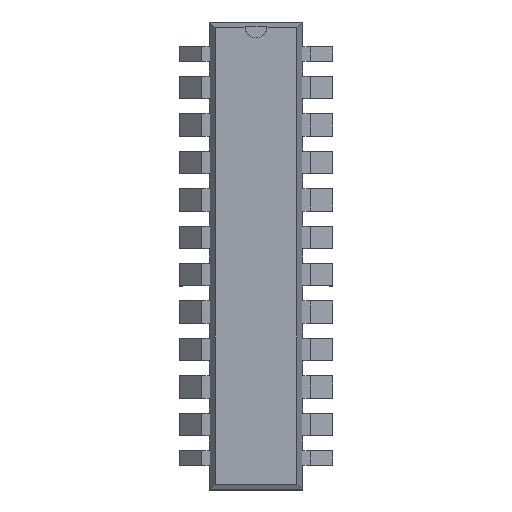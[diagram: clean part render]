
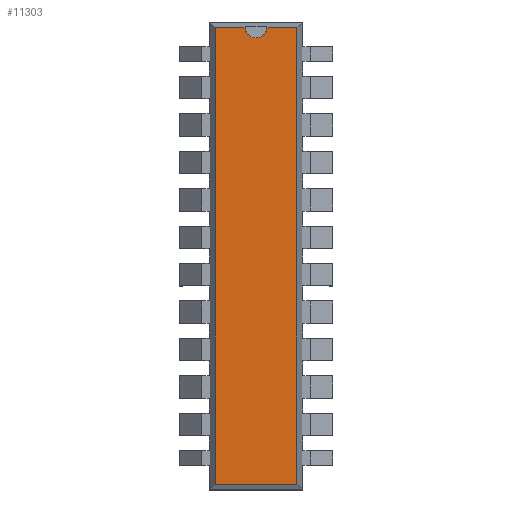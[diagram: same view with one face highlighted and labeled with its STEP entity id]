
A CAD part, top view. The second image highlights one B-rep face of the part: STEP entity #11303.
In plain terms, the highlighted planar face has unit normal (0, 0, 1).
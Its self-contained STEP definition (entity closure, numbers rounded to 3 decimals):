
#6135 = VERTEX_POINT('',#6136);
#6136 = CARTESIAN_POINT('',(7.856,1.506,3.68));
#6141 = EDGE_CURVE('',#6142,#6135,#6144,.T.);
#6142 = VERTEX_POINT('',#6143);
#6143 = CARTESIAN_POINT('',(7.856,-29.446,3.68));
#6144 = LINE('',#6145,#6146);
#6145 = CARTESIAN_POINT('',(7.856,-29.446,3.68));
#6146 = VECTOR('',#6147,1.);
#6147 = DIRECTION('',(0.,1.,0.));
#8501 = VERTEX_POINT('',#8502);
#8502 = CARTESIAN_POINT('',(2.304,1.506,3.68));
#8507 = EDGE_CURVE('',#8508,#8501,#8510,.T.);
#8508 = VERTEX_POINT('',#8509);
#8509 = CARTESIAN_POINT('',(4.334,1.506,3.68));
#8510 = LINE('',#8511,#8512);
#8511 = CARTESIAN_POINT('',(7.856,1.506,3.68));
#8512 = VECTOR('',#8513,1.);
#8513 = DIRECTION('',(-1.,0.,0.));
#8728 = VERTEX_POINT('',#8729);
#8729 = CARTESIAN_POINT('',(5.826,1.506,3.68));
#8833 = EDGE_CURVE('',#6135,#8728,#8834,.T.);
#8834 = LINE('',#8835,#8836);
#8835 = CARTESIAN_POINT('',(7.856,1.506,3.68));
#8836 = VECTOR('',#8837,1.);
#8837 = DIRECTION('',(-1.,0.,0.));
#8933 = VERTEX_POINT('',#8934);
#8934 = CARTESIAN_POINT('',(2.304,-29.446,3.68));
#8939 = EDGE_CURVE('',#8501,#8933,#8940,.T.);
#8940 = LINE('',#8941,#8942);
#8941 = CARTESIAN_POINT('',(2.304,1.506,3.68));
#8942 = VECTOR('',#8943,1.);
#8943 = DIRECTION('',(0.,-1.,0.));
#11292 = EDGE_CURVE('',#8933,#6142,#11293,.T.);
#11293 = LINE('',#11294,#11295);
#11294 = CARTESIAN_POINT('',(2.304,-29.446,3.68));
#11295 = VECTOR('',#11296,1.);
#11296 = DIRECTION('',(1.,0.,0.));
#11303 = ADVANCED_FACE('',(#11304),#11327,.F.);
#11304 = FACE_BOUND('',#11305,.F.);
#11305 = EDGE_LOOP('',(#11306,#11307,#11308,#11309,#11310,#11319,#11326)
);
#11306 = ORIENTED_EDGE('',*,*,#6141,.F.);
#11307 = ORIENTED_EDGE('',*,*,#11292,.F.);
#11308 = ORIENTED_EDGE('',*,*,#8939,.F.);
#11309 = ORIENTED_EDGE('',*,*,#8507,.F.);
#11310 = ORIENTED_EDGE('',*,*,#11311,.F.);
#11311 = EDGE_CURVE('',#11312,#8508,#11314,.T.);
#11312 = VERTEX_POINT('',#11313);
#11313 = CARTESIAN_POINT('',(5.08,0.831,3.68));
#11314 = CIRCLE('',#11315,0.75);
#11315 = AXIS2_PLACEMENT_3D('',#11316,#11317,#11318);
#11316 = CARTESIAN_POINT('',(5.08,1.581,3.68));
#11317 = DIRECTION('',(0.,0.,-1.));
#11318 = DIRECTION('',(0.,-1.,0.));
#11319 = ORIENTED_EDGE('',*,*,#11320,.F.);
#11320 = EDGE_CURVE('',#8728,#11312,#11321,.T.);
#11321 = CIRCLE('',#11322,0.75);
#11322 = AXIS2_PLACEMENT_3D('',#11323,#11324,#11325);
#11323 = CARTESIAN_POINT('',(5.08,1.581,3.68));
#11324 = DIRECTION('',(0.,0.,-1.));
#11325 = DIRECTION('',(0.,-1.,0.));
#11326 = ORIENTED_EDGE('',*,*,#8833,.F.);
#11327 = PLANE('',#11328);
#11328 = AXIS2_PLACEMENT_3D('',#11329,#11330,#11331);
#11329 = CARTESIAN_POINT('',(7.856,-29.446,3.68));
#11330 = DIRECTION('',(0.,0.,-1.));
#11331 = DIRECTION('',(-0.177,0.984,0.));
